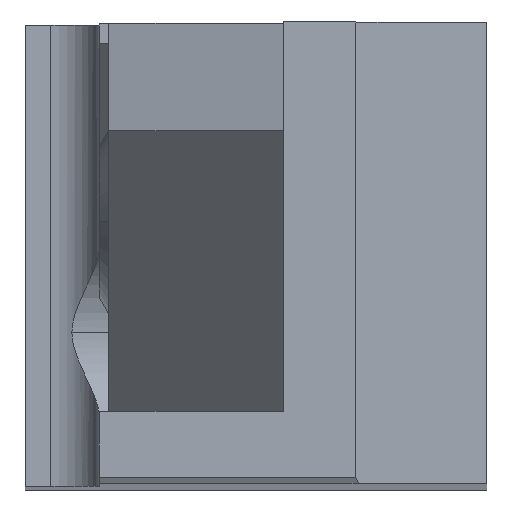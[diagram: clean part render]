
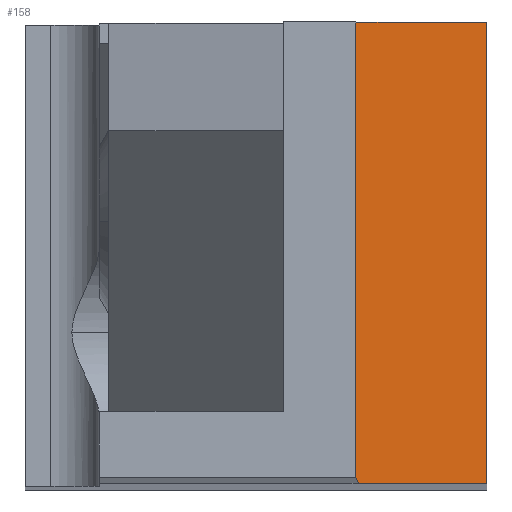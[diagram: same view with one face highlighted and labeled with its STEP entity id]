
A CAD part, top view. The second image highlights one B-rep face of the part: STEP entity #158.
In plain terms, the highlighted planar face has unit normal (0.743, 0, 0.669).
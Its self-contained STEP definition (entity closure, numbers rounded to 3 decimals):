
#35 = EDGE_CURVE ( 'NONE', #2164, #2900, #1737, .T. ) ;
#134 = CARTESIAN_POINT ( 'NONE',  ( 16.35, 110.933, 0. ) ) ;
#152 = DIRECTION ( 'NONE',  ( 0., -1., 0. ) ) ;
#158 = ADVANCED_FACE ( 'NONE', ( #2879 ), #1145, .T. ) ;
#598 = LINE ( 'NONE', #1587, #2941 ) ;
#608 = EDGE_LOOP ( 'NONE', ( #2007, #1981, #1853, #903, #1814 ) ) ;
#811 = EDGE_CURVE ( 'NONE', #1792, #1091, #598, .T. ) ;
#854 = CARTESIAN_POINT ( 'NONE',  ( 57.34, 0., -45.524 ) ) ;
#885 = DIRECTION ( 'NONE',  ( 0.669, 0., -0.743 ) ) ;
#903 = ORIENTED_EDGE ( 'NONE', *, *, #1324, .T. ) ;
#977 = CARTESIAN_POINT ( 'NONE',  ( 16.35, 9.525, 0. ) ) ;
#1091 = VERTEX_POINT ( 'NONE', #1148 ) ;
#1092 = DIRECTION ( 'NONE',  ( -0.669, 0., 0.743 ) ) ;
#1126 = DIRECTION ( 'NONE',  ( 0.743, 0., 0.669 ) ) ;
#1145 = PLANE ( 'NONE',  #1750 ) ;
#1148 = CARTESIAN_POINT ( 'NONE',  ( 19.05, 9.525, -2.999 ) ) ;
#1324 = EDGE_CURVE ( 'NONE', #2164, #1792, #2860, .T. ) ;
#1401 = CARTESIAN_POINT ( 'NONE',  ( 16.35, 110.933, 0. ) ) ;
#1573 = DIRECTION ( 'NONE',  ( 0., 1., 0. ) ) ;
#1587 = CARTESIAN_POINT ( 'NONE',  ( 19.05, 0., -2.999 ) ) ;
#1604 = EDGE_CURVE ( 'NONE', #2465, #2900, #2448, .T. ) ;
#1717 = VECTOR ( 'NONE', #3008, 1000. ) ;
#1737 = LINE ( 'NONE', #2375, #2569 ) ;
#1750 = AXIS2_PLACEMENT_3D ( 'NONE', #1401, #1126, #1092 ) ;
#1758 = VECTOR ( 'NONE', #152, 1000. ) ;
#1792 = VERTEX_POINT ( 'NONE', #2283 ) ;
#1814 = ORIENTED_EDGE ( 'NONE', *, *, #811, .T. ) ;
#1853 = ORIENTED_EDGE ( 'NONE', *, *, #35, .F. ) ;
#1981 = ORIENTED_EDGE ( 'NONE', *, *, #1604, .T. ) ;
#1982 = EDGE_CURVE ( 'NONE', #1091, #2465, #2595, .T. ) ;
#2007 = ORIENTED_EDGE ( 'NONE', *, *, #1982, .T. ) ;
#2164 = VERTEX_POINT ( 'NONE', #2244 ) ;
#2244 = CARTESIAN_POINT ( 'NONE',  ( 16.415, 0., -0.072 ) ) ;
#2261 = DIRECTION ( 'NONE',  ( -0.411, 0.79, 0.456 ) ) ;
#2283 = CARTESIAN_POINT ( 'NONE',  ( 19.05, 0., -2.999 ) ) ;
#2350 = VECTOR ( 'NONE', #885, 1000. ) ;
#2375 = CARTESIAN_POINT ( 'NONE',  ( -3.012, 37.37, 21.503 ) ) ;
#2448 = LINE ( 'NONE', #134, #1758 ) ;
#2465 = VERTEX_POINT ( 'NONE', #977 ) ;
#2569 = VECTOR ( 'NONE', #2261, 1000. ) ;
#2595 = LINE ( 'NONE', #2989, #1717 ) ;
#2725 = CARTESIAN_POINT ( 'NONE',  ( 16.35, 0.125, 0. ) ) ;
#2860 = LINE ( 'NONE', #854, #2350 ) ;
#2879 = FACE_OUTER_BOUND ( 'NONE', #608, .T. ) ;
#2900 = VERTEX_POINT ( 'NONE', #2725 ) ;
#2941 = VECTOR ( 'NONE', #1573, 1000. ) ;
#2989 = CARTESIAN_POINT ( 'NONE',  ( 57.34, 9.525, -45.524 ) ) ;
#3008 = DIRECTION ( 'NONE',  ( -0.669, 0., 0.743 ) ) ;
